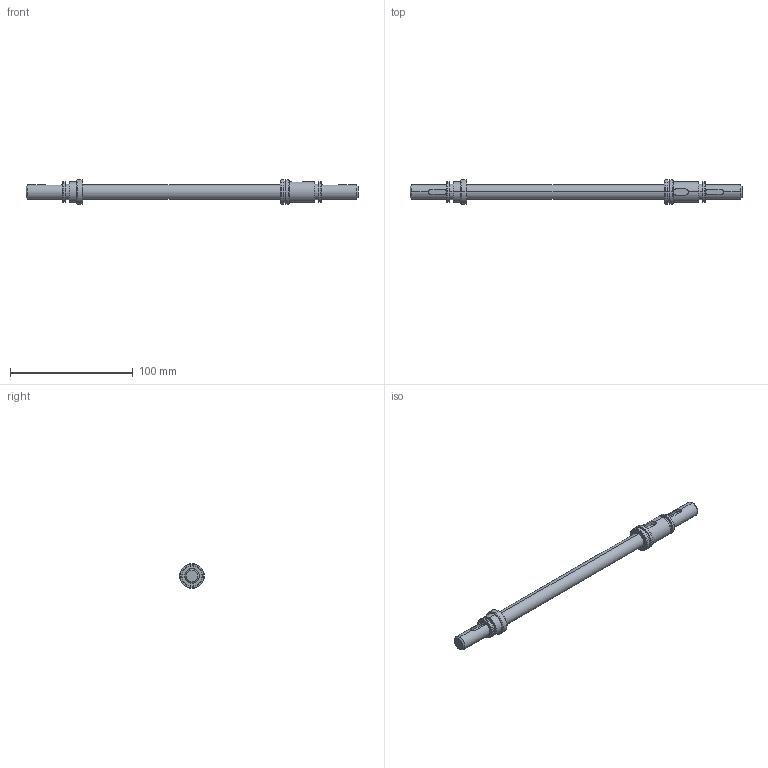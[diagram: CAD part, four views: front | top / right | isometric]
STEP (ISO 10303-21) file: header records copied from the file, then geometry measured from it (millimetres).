
FILE_DESCRIPTION (( 'STEP AP203' ), '1' );
FILE_NAME ('IP68-POD-ARBRE.STEP', '2021-12-09T17:03:11', ( '' ), ( '' ), 'SwSTEP 2.0', 'SolidWorks 2016', '' );
FILE_SCHEMA (( 'CONFIG_CONTROL_DESIGN' ));
Length unit declared in the file: millimetre
Products named in the file (1): IP68-POD-ARBRE
Bounding box: 270.2 x 20 x 20 mm (x, y, z)
Volume: 35910.3 mm3; surface area: 12680 mm2
Topology: 1 solids, 1 shells, 74 faces, 158 edges, 98 vertices
Faces by surface type: cylinder 35, plane 23, cone 16
Entity records: 2236 total; most frequent: CARTESIAN_POINT 511, DIRECTION 373, ORIENTED_EDGE 316, EDGE_CURVE 158, AXIS2_PLACEMENT_3D 152, VERTEX_POINT 98, EDGE_LOOP 86, CIRCLE 77
